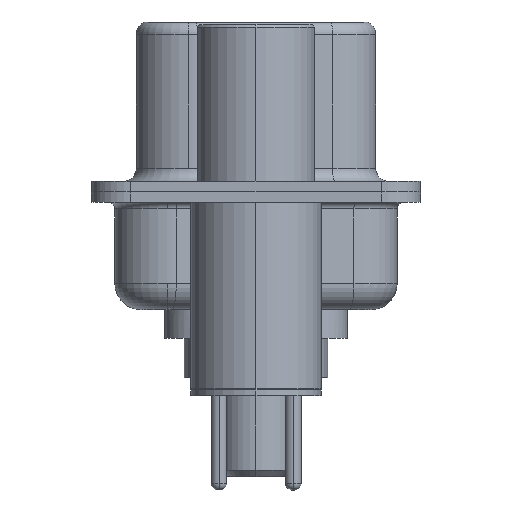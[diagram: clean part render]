
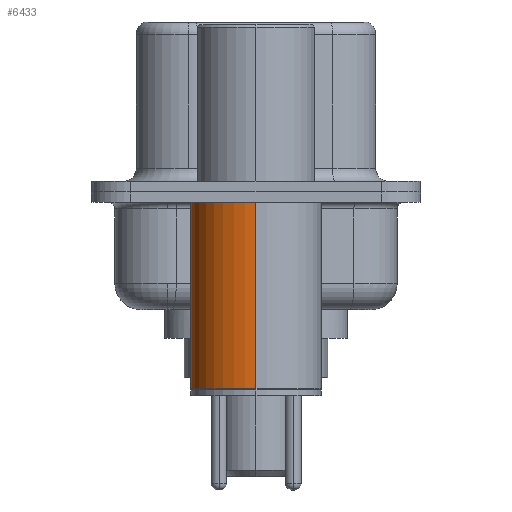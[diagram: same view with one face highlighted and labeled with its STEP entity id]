
A CAD part, left-side view. The second image highlights one B-rep face of the part: STEP entity #6433.
In plain terms, the highlighted cylindrical face has radius 2.5 mm (diameter 5 mm), a partial arc.
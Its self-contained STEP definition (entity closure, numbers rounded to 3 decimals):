
#172 = DIRECTION ( 'NONE',  ( 0., 0., 1. ) ) ;
#2579 = FACE_OUTER_BOUND ( 'NONE', #2741, .T. ) ;
#2741 = EDGE_LOOP ( 'NONE', ( #4908, #5266, #13360, #3547 ) ) ;
#3547 = ORIENTED_EDGE ( 'NONE', *, *, #8331, .F. ) ;
#4580 = LINE ( 'NONE', #20807, #19080 ) ;
#4908 = ORIENTED_EDGE ( 'NONE', *, *, #4972, .T. ) ;
#4956 = CIRCLE ( 'NONE', #8479, 2.5 ) ;
#4972 = EDGE_CURVE ( 'NONE', #10331, #9343, #4956, .T. ) ;
#5266 = ORIENTED_EDGE ( 'NONE', *, *, #7075, .T. ) ;
#5635 = CARTESIAN_POINT ( 'NONE',  ( 0., 0., -7.525 ) ) ;
#6433 = ADVANCED_FACE ( 'NONE', ( #2579 ), #12036, .T. ) ;
#6797 = AXIS2_PLACEMENT_3D ( 'NONE', #18550, #16647, #20471 ) ;
#7075 = EDGE_CURVE ( 'NONE', #9343, #15859, #21872, .T. ) ;
#7563 = DIRECTION ( 'NONE',  ( 1., 0., 0. ) ) ;
#7867 = CARTESIAN_POINT ( 'NONE',  ( -2.5, 0., 0.581 ) ) ;
#8098 = EDGE_CURVE ( 'NONE', #14751, #15859, #8144, .T. ) ;
#8144 = CIRCLE ( 'NONE', #11089, 2.5 ) ;
#8331 = EDGE_CURVE ( 'NONE', #10331, #14751, #4580, .T. ) ;
#8479 = AXIS2_PLACEMENT_3D ( 'NONE', #5635, #18888, #7563 ) ;
#8905 = CARTESIAN_POINT ( 'NONE',  ( 0., 0., -0.4 ) ) ;
#9343 = VERTEX_POINT ( 'NONE', #10103 ) ;
#10103 = CARTESIAN_POINT ( 'NONE',  ( -2.5, 0., -7.525 ) ) ;
#10331 = VERTEX_POINT ( 'NONE', #20597 ) ;
#10825 = DIRECTION ( 'NONE',  ( 1., 0., 0. ) ) ;
#11089 = AXIS2_PLACEMENT_3D ( 'NONE', #8905, #21953, #10825 ) ;
#11994 = CARTESIAN_POINT ( 'NONE',  ( 2.5, 0., -0.4 ) ) ;
#12036 = CYLINDRICAL_SURFACE ( 'NONE', #6797, 2.5 ) ;
#13360 = ORIENTED_EDGE ( 'NONE', *, *, #8098, .F. ) ;
#14751 = VERTEX_POINT ( 'NONE', #11994 ) ;
#15859 = VERTEX_POINT ( 'NONE', #17472 ) ;
#16647 = DIRECTION ( 'NONE',  ( 0., 0., 1. ) ) ;
#17273 = DIRECTION ( 'NONE',  ( 0., 0., 1. ) ) ;
#17472 = CARTESIAN_POINT ( 'NONE',  ( -2.5, 0., -0.4 ) ) ;
#18550 = CARTESIAN_POINT ( 'NONE',  ( 0., 0., 0.581 ) ) ;
#18888 = DIRECTION ( 'NONE',  ( 0., 0., 1. ) ) ;
#19080 = VECTOR ( 'NONE', #172, 1000. ) ;
#20238 = VECTOR ( 'NONE', #17273, 1000. ) ;
#20471 = DIRECTION ( 'NONE',  ( 1., 0., 0. ) ) ;
#20597 = CARTESIAN_POINT ( 'NONE',  ( 2.5, 0., -7.525 ) ) ;
#20807 = CARTESIAN_POINT ( 'NONE',  ( 2.5, 0., 0.581 ) ) ;
#21872 = LINE ( 'NONE', #7867, #20238 ) ;
#21953 = DIRECTION ( 'NONE',  ( 0., 0., 1. ) ) ;
